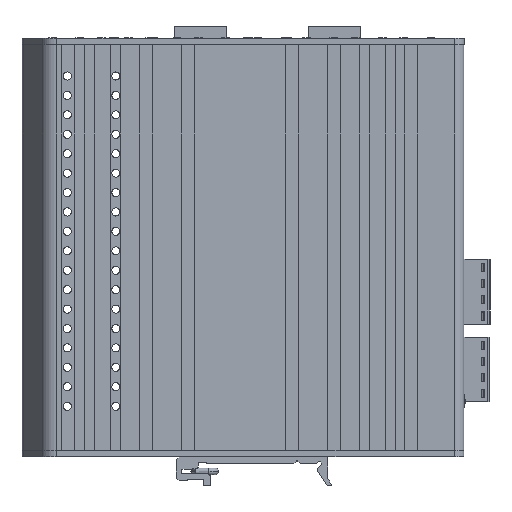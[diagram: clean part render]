
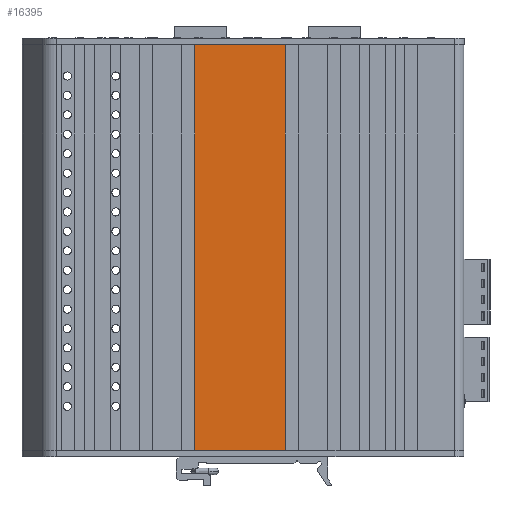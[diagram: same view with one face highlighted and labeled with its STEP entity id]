
A CAD part, left-side view. The second image highlights one B-rep face of the part: STEP entity #16395.
In plain terms, the highlighted planar face has unit normal (-1, 0, 0).
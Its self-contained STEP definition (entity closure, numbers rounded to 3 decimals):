
#391=DIRECTION('',(0.,1.,0.));
#392=VECTOR('',#391,28.);
#393=CARTESIAN_POINT('',(-48.,55.2,0.));
#394=LINE('',#393,#392);
#1894=DIRECTION('',(0.,1.,0.));
#1895=VECTOR('',#1894,28.);
#1896=CARTESIAN_POINT('',(-48.,55.2,125.2));
#1897=LINE('',#1896,#1895);
#4576=DIRECTION('',(0.,0.,1.));
#4577=VECTOR('',#4576,125.2);
#4578=CARTESIAN_POINT('',(-48.,55.2,0.));
#4579=LINE('',#4578,#4577);
#4583=DIRECTION('',(0.,0.,1.));
#4584=VECTOR('',#4583,125.2);
#4585=CARTESIAN_POINT('',(-48.,83.2,0.));
#4586=LINE('',#4585,#4584);
#11777=CARTESIAN_POINT('',(-48.,55.2,0.));
#11778=VERTEX_POINT('',#11777);
#11779=CARTESIAN_POINT('',(-48.,83.2,0.));
#11780=VERTEX_POINT('',#11779);
#11963=CARTESIAN_POINT('',(-48.,55.2,125.2));
#11964=VERTEX_POINT('',#11963);
#11965=CARTESIAN_POINT('',(-48.,83.2,125.2));
#11966=VERTEX_POINT('',#11965);
#16383=CARTESIAN_POINT('',(-48.,55.2,0.));
#16384=DIRECTION('',(-1.,0.,0.));
#16385=DIRECTION('',(0.,1.,0.));
#16386=AXIS2_PLACEMENT_3D('',#16383,#16384,#16385);
#16387=PLANE('',#16386);
#16388=ORIENTED_EDGE('',*,*,#13960,.T.);
#16390=ORIENTED_EDGE('',*,*,#16389,.T.);
#16391=ORIENTED_EDGE('',*,*,#14996,.F.);
#16392=ORIENTED_EDGE('',*,*,#16369,.F.);
#16393=EDGE_LOOP('',(#16388,#16390,#16391,#16392));
#16394=FACE_OUTER_BOUND('',#16393,.F.);
#16395=ADVANCED_FACE('',(#16394),#16387,.T.);
#13960=EDGE_CURVE('',#11778,#11780,#394,.T.);
#14996=EDGE_CURVE('',#11964,#11966,#1897,.T.);
#16369=EDGE_CURVE('',#11778,#11964,#4579,.T.);
#16389=EDGE_CURVE('',#11780,#11966,#4586,.T.);
